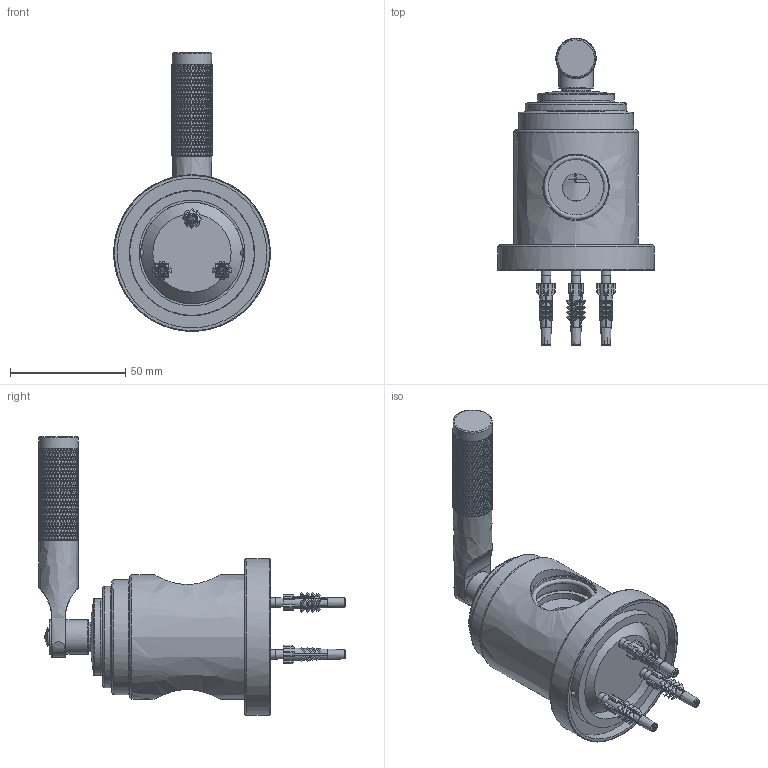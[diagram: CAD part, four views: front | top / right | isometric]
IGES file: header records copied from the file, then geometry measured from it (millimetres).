
Global section: file name: V722-LK; native system: Autodesk Inventor 2018; preprocessor: unknown; author: gwilkes; date: 20180228.105329; units: millimetre
Bounding box: 68 x 133.45 x 120.96 mm (x, y, z)
Volume: 153978 mm3; surface area: 77881.8 mm2
Topology: 34 solids, 34 shells, 6980 faces, 15538 edges, 8646 vertices
Faces by surface type: bspline 6980
